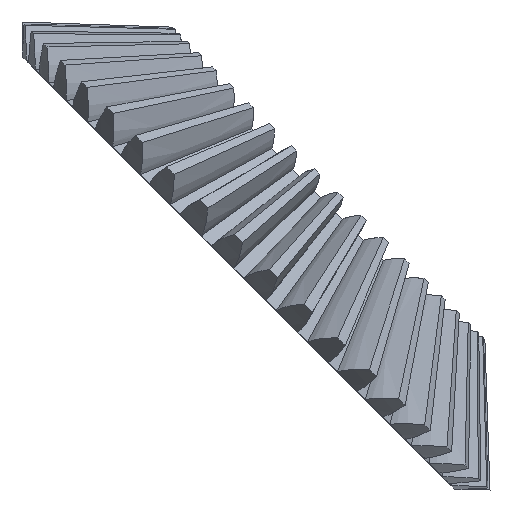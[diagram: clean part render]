
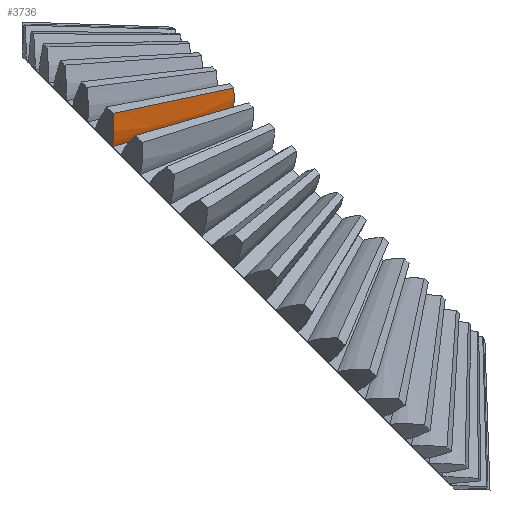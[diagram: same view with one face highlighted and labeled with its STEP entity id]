
A CAD part, front view. The second image highlights one B-rep face of the part: STEP entity #3736.
In plain terms, the highlighted free-form (B-spline) face has degree [3, 3] with [6, 4] control points.
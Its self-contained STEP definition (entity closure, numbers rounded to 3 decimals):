
#36=B_SPLINE_SURFACE_WITH_KNOTS('',3,3,((#7216,#7217,#7218,#7219),(#7220,
#7221,#7222,#7223),(#7224,#7225,#7226,#7227),(#7228,#7229,#7230,#7231),
(#7232,#7233,#7234,#7235),(#7236,#7237,#7238,#7239)),.UNSPECIFIED.,.F.,
 .F.,.F.,(4,1,1,4),(4,4),(-1.,-0.463,-0.261,-0.059),
(0.,0.991),.UNSPECIFIED.);
#204=FACE_OUTER_BOUND('',#458,.T.);
#458=EDGE_LOOP('',(#2582,#2583,#2584,#2585));
#936=B_SPLINE_CURVE_WITH_KNOTS('',3,(#5809,#5810,#5811,#5812,#5813,#5814),
 .UNSPECIFIED.,.F.,.F.,(4,2,4),(-0.009,-0.005,
-0.001),.UNSPECIFIED.);
#1030=B_SPLINE_CURVE_WITH_KNOTS('',3,(#7205,#7206,#7207,#7208),
 .UNSPECIFIED.,.F.,.F.,(4,4),(0.,0.99),
 .UNSPECIFIED.);
#1032=B_SPLINE_CURVE_WITH_KNOTS('',3,(#7241,#7242,#7243,#7244,#7245,#7246,
#7247),.UNSPECIFIED.,.F.,.F.,(4,3,4),(0.49,0.744,
1.48),.UNSPECIFIED.);
#1033=B_SPLINE_CURVE_WITH_KNOTS('',3,(#7248,#7249,#7250,#7251,#7252,#7253,
#7254,#7255,#7256,#7257,#7258,#7259),.UNSPECIFIED.,.F.,.F.,(4,2,2,2,2,4),
(-0.235,-0.235,-0.228,-0.207,
-0.141,0.),.UNSPECIFIED.);
#1428=VERTEX_POINT('',#5806);
#1429=VERTEX_POINT('',#5808);
#1516=VERTEX_POINT('',#7204);
#1517=VERTEX_POINT('',#7240);
#1806=EDGE_CURVE('',#1429,#1428,#936,.T.);
#1912=EDGE_CURVE('',#1429,#1516,#1030,.T.);
#1914=EDGE_CURVE('',#1517,#1428,#1032,.T.);
#1915=EDGE_CURVE('',#1517,#1516,#1033,.T.);
#2582=ORIENTED_EDGE('',*,*,#1806,.T.);
#2583=ORIENTED_EDGE('',*,*,#1914,.F.);
#2584=ORIENTED_EDGE('',*,*,#1915,.T.);
#2585=ORIENTED_EDGE('',*,*,#1912,.F.);
#3736=ADVANCED_FACE('',(#204),#36,.T.);
#5806=CARTESIAN_POINT('',(-2.761,-16.35,22.511));
#5808=CARTESIAN_POINT('',(-2.707,-17.206,24.706));
#5809=CARTESIAN_POINT('Ctrl Pts',(-2.707,-17.206,24.706));
#5810=CARTESIAN_POINT('Ctrl Pts',(-2.661,-17.05,24.068));
#5811=CARTESIAN_POINT('Ctrl Pts',(-2.662,-16.876,23.589));
#5812=CARTESIAN_POINT('Ctrl Pts',(-2.698,-16.551,22.826));
#5813=CARTESIAN_POINT('Ctrl Pts',(-2.742,-16.405,22.591));
#5814=CARTESIAN_POINT('Ctrl Pts',(-2.761,-16.35,22.511));
#7204=CARTESIAN_POINT('',(5.195,-11.471,26.37));
#7205=CARTESIAN_POINT('Ctrl Pts',(-2.707,-17.206,24.706));
#7206=CARTESIAN_POINT('Ctrl Pts',(-0.073,-15.294,
25.261));
#7207=CARTESIAN_POINT('Ctrl Pts',(2.561,-13.383,25.815));
#7208=CARTESIAN_POINT('Ctrl Pts',(5.195,-11.471,26.37));
#7216=CARTESIAN_POINT('Ctrl Pts',(-2.707,-17.206,24.706));
#7217=CARTESIAN_POINT('Ctrl Pts',(-0.07,-15.292,
25.261));
#7218=CARTESIAN_POINT('Ctrl Pts',(2.567,-13.378,25.817));
#7219=CARTESIAN_POINT('Ctrl Pts',(5.204,-11.465,26.372));
#7220=CARTESIAN_POINT('Ctrl Pts',(-2.662,-17.047,24.047));
#7221=CARTESIAN_POINT('Ctrl Pts',(-0.03,-15.151,
24.676));
#7222=CARTESIAN_POINT('Ctrl Pts',(2.602,-13.255,25.304));
#7223=CARTESIAN_POINT('Ctrl Pts',(5.234,-11.359,25.933));
#7224=CARTESIAN_POINT('Ctrl Pts',(-2.67,-16.775,23.279));
#7225=CARTESIAN_POINT('Ctrl Pts',(-0.037,-14.909,
23.993));
#7226=CARTESIAN_POINT('Ctrl Pts',(2.596,-13.043,24.707));
#7227=CARTESIAN_POINT('Ctrl Pts',(5.229,-11.177,25.421));
#7228=CARTESIAN_POINT('Ctrl Pts',(-2.738,-16.472,22.682));
#7229=CARTESIAN_POINT('Ctrl Pts',(-0.097,-14.64,
23.463));
#7230=CARTESIAN_POINT('Ctrl Pts',(2.543,-12.808,24.243));
#7231=CARTESIAN_POINT('Ctrl Pts',(5.184,-10.975,25.024));
#7232=CARTESIAN_POINT('Ctrl Pts',(-2.766,-16.381,22.539));
#7233=CARTESIAN_POINT('Ctrl Pts',(-0.123,-14.559,
23.336));
#7234=CARTESIAN_POINT('Ctrl Pts',(2.521,-12.737,24.132));
#7235=CARTESIAN_POINT('Ctrl Pts',(5.164,-10.915,24.928));
#7236=CARTESIAN_POINT('Ctrl Pts',(-2.774,-16.359,22.507));
#7237=CARTESIAN_POINT('Ctrl Pts',(-0.13,-14.539,
23.307));
#7238=CARTESIAN_POINT('Ctrl Pts',(2.515,-12.719,24.107));
#7239=CARTESIAN_POINT('Ctrl Pts',(5.159,-10.9,24.907));
#7240=CARTESIAN_POINT('',(5.159,-10.9,24.907));
#7241=CARTESIAN_POINT('Ctrl Pts',(5.159,-10.9,24.907));
#7242=CARTESIAN_POINT('Ctrl Pts',(4.483,-11.365,24.702));
#7243=CARTESIAN_POINT('Ctrl Pts',(3.806,-11.831,24.497));
#7244=CARTESIAN_POINT('Ctrl Pts',(3.129,-12.297,24.293));
#7245=CARTESIAN_POINT('Ctrl Pts',(1.166,-13.648,23.699));
#7246=CARTESIAN_POINT('Ctrl Pts',(-0.798,-14.999,
23.105));
#7247=CARTESIAN_POINT('Ctrl Pts',(-2.761,-16.35,22.511));
#7248=CARTESIAN_POINT('Ctrl Pts',(5.159,-10.9,24.907));
#7249=CARTESIAN_POINT('Ctrl Pts',(5.159,-10.9,24.907));
#7250=CARTESIAN_POINT('Ctrl Pts',(5.159,-10.9,24.907));
#7251=CARTESIAN_POINT('Ctrl Pts',(5.162,-10.907,24.917));
#7252=CARTESIAN_POINT('Ctrl Pts',(5.164,-10.913,24.926));
#7253=CARTESIAN_POINT('Ctrl Pts',(5.172,-10.939,24.966));
#7254=CARTESIAN_POINT('Ctrl Pts',(5.177,-10.958,25.));
#7255=CARTESIAN_POINT('Ctrl Pts',(5.196,-11.033,25.132));
#7256=CARTESIAN_POINT('Ctrl Pts',(5.206,-11.086,25.243));
#7257=CARTESIAN_POINT('Ctrl Pts',(5.225,-11.235,25.582));
#7258=CARTESIAN_POINT('Ctrl Pts',(5.228,-11.359,25.915));
#7259=CARTESIAN_POINT('Ctrl Pts',(5.195,-11.471,26.37));
